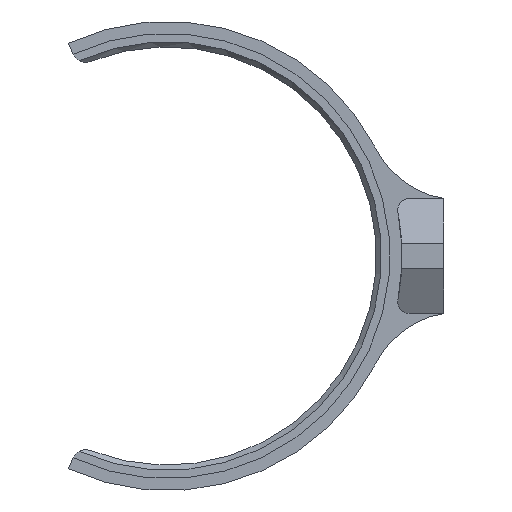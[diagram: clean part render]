
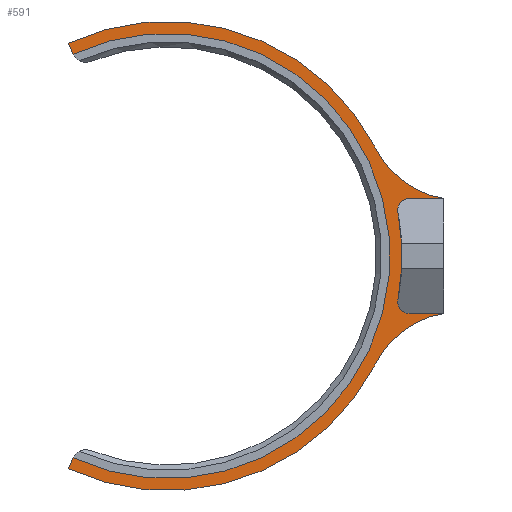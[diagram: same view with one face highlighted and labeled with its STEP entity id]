
A CAD part, front view. The second image highlights one B-rep face of the part: STEP entity #591.
In plain terms, the highlighted planar face has unit normal (0, -1, 0).
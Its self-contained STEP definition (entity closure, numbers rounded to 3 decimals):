
#43=PLANE('',#668);
#79=FACE_OUTER_BOUND('',#114,.T.);
#114=EDGE_LOOP('',(#530,#531,#532,#533,#534,#535,#536,#537,#538,#539,#540,
#541));
#128=LINE('',#942,#177);
#142=LINE('',#995,#191);
#162=LINE('',#1038,#211);
#164=LINE('',#1047,#213);
#177=VECTOR('',#731,10.);
#191=VECTOR('',#781,10.);
#211=VECTOR('',#829,10.);
#213=VECTOR('',#841,10.);
#230=CIRCLE('',#633,2.);
#231=CIRCLE('',#637,39.107);
#233=CIRCLE('',#646,2.);
#234=CIRCLE('',#650,15.5);
#235=CIRCLE('',#652,15.5);
#236=CIRCLE('',#664,39.107);
#237=CIRCLE('',#666,39.107);
#238=CIRCLE('',#669,37.107);
#261=VERTEX_POINT('',#939);
#262=VERTEX_POINT('',#941);
#265=VERTEX_POINT('',#948);
#266=VERTEX_POINT('',#950);
#270=VERTEX_POINT('',#962);
#280=VERTEX_POINT('',#984);
#283=VERTEX_POINT('',#994);
#284=VERTEX_POINT('',#998);
#285=VERTEX_POINT('',#1000);
#286=VERTEX_POINT('',#1004);
#293=VERTEX_POINT('',#1040);
#294=VERTEX_POINT('',#1046);
#325=EDGE_CURVE('',#261,#262,#128,.T.);
#329=EDGE_CURVE('',#265,#266,#230,.F.);
#335=EDGE_CURVE('',#270,#266,#231,.T.);
#346=EDGE_CURVE('',#270,#280,#233,.F.);
#351=EDGE_CURVE('',#280,#283,#142,.T.);
#354=EDGE_CURVE('',#285,#284,#234,.F.);
#356=EDGE_CURVE('',#283,#286,#235,.T.);
#373=EDGE_CURVE('',#285,#265,#162,.T.);
#374=EDGE_CURVE('',#293,#286,#236,.T.);
#376=EDGE_CURVE('',#284,#262,#237,.T.);
#377=EDGE_CURVE('',#293,#294,#164,.T.);
#379=EDGE_CURVE('',#294,#261,#238,.T.);
#530=ORIENTED_EDGE('',*,*,#374,.T.);
#531=ORIENTED_EDGE('',*,*,#356,.F.);
#532=ORIENTED_EDGE('',*,*,#351,.F.);
#533=ORIENTED_EDGE('',*,*,#346,.F.);
#534=ORIENTED_EDGE('',*,*,#335,.T.);
#535=ORIENTED_EDGE('',*,*,#329,.F.);
#536=ORIENTED_EDGE('',*,*,#373,.F.);
#537=ORIENTED_EDGE('',*,*,#354,.T.);
#538=ORIENTED_EDGE('',*,*,#376,.T.);
#539=ORIENTED_EDGE('',*,*,#325,.F.);
#540=ORIENTED_EDGE('',*,*,#379,.F.);
#541=ORIENTED_EDGE('',*,*,#377,.F.);
#591=ADVANCED_FACE('',(#79),#43,.T.);
#633=AXIS2_PLACEMENT_3D('',#951,#738,#739);
#637=AXIS2_PLACEMENT_3D('',#963,#750,#751);
#646=AXIS2_PLACEMENT_3D('',#985,#771,#772);
#650=AXIS2_PLACEMENT_3D('',#1001,#786,#787);
#652=AXIS2_PLACEMENT_3D('',#1005,#791,#792);
#664=AXIS2_PLACEMENT_3D('',#1041,#832,#833);
#666=AXIS2_PLACEMENT_3D('',#1044,#837,#838);
#668=AXIS2_PLACEMENT_3D('',#1049,#843,#844);
#669=AXIS2_PLACEMENT_3D('',#1050,#845,#846);
#731=DIRECTION('',(-0.423,0.,0.906));
#738=DIRECTION('center_axis',(0.,1.,0.));
#739=DIRECTION('ref_axis',(-0.77,0.,0.639));
#750=DIRECTION('center_axis',(0.,-1.,0.));
#751=DIRECTION('ref_axis',(1.,0.,0.));
#771=DIRECTION('center_axis',(0.,1.,0.));
#772=DIRECTION('ref_axis',(-0.77,0.,-0.639));
#781=DIRECTION('',(1.,0.,0.));
#786=DIRECTION('center_axis',(0.,-1.,0.));
#787=DIRECTION('ref_axis',(-0.89,0.,-0.456));
#791=DIRECTION('center_axis',(0.,-1.,0.));
#792=DIRECTION('ref_axis',(-0.89,0.,0.456));
#829=DIRECTION('',(-1.,0.,0.));
#832=DIRECTION('center_axis',(0.,-1.,0.));
#833=DIRECTION('ref_axis',(1.,0.,0.));
#837=DIRECTION('center_axis',(0.,-1.,0.));
#838=DIRECTION('ref_axis',(1.,0.,0.));
#841=DIRECTION('',(0.423,0.,0.906));
#843=DIRECTION('center_axis',(0.,-1.,0.));
#844=DIRECTION('ref_axis',(0.,0.,-1.));
#845=DIRECTION('center_axis',(0.,-1.,0.));
#846=DIRECTION('ref_axis',(1.,0.,0.));
#939=CARTESIAN_POINT('',(-15.682,11.37,33.63));
#941=CARTESIAN_POINT('',(-16.527,11.37,35.443));
#942=CARTESIAN_POINT('',(-16.527,11.37,35.443));
#948=CARTESIAN_POINT('',(40.401,11.37,9.587));
#950=CARTESIAN_POINT('',(38.435,11.37,7.218));
#951=CARTESIAN_POINT('Origin',(40.401,11.37,7.587));
#962=CARTESIAN_POINT('',(38.435,11.37,-7.218));
#963=CARTESIAN_POINT('Origin',(0.,11.37,0.));
#984=CARTESIAN_POINT('',(40.401,11.37,-9.587));
#985=CARTESIAN_POINT('Origin',(40.401,11.37,-7.587));
#994=CARTESIAN_POINT('',(46.107,11.37,-9.587));
#995=CARTESIAN_POINT('',(38.107,11.37,-9.587));
#998=CARTESIAN_POINT('',(34.81,11.37,17.821));
#1000=CARTESIAN_POINT('',(46.107,11.37,9.587));
#1001=CARTESIAN_POINT('Origin',(48.607,11.37,24.884));
#1004=CARTESIAN_POINT('',(34.81,11.37,-17.821));
#1005=CARTESIAN_POINT('Origin',(48.607,11.37,-24.884));
#1038=CARTESIAN_POINT('',(38.107,11.37,9.587));
#1040=CARTESIAN_POINT('',(-16.527,11.37,-35.443));
#1041=CARTESIAN_POINT('Origin',(0.,11.37,
0.));
#1044=CARTESIAN_POINT('Origin',(0.,11.37,
0.));
#1046=CARTESIAN_POINT('',(-15.682,11.37,-33.63));
#1047=CARTESIAN_POINT('',(-16.527,11.37,-35.443));
#1049=CARTESIAN_POINT('Origin',(37.107,11.37,0.));
#1050=CARTESIAN_POINT('Origin',(0.,11.37,
0.));
